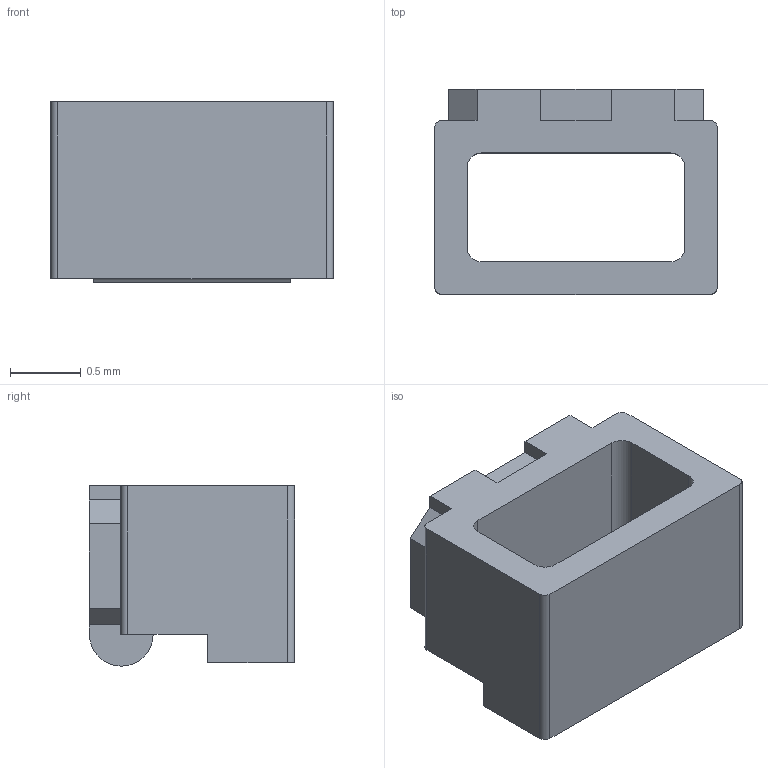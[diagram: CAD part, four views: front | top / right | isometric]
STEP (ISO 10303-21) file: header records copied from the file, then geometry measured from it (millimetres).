
FILE_DESCRIPTION (( 'STEP AP214' ), '1' );
FILE_NAME ('TE RCT-0C.STEP', '2016-04-20T20:25:42', ( '' ), ( '' ), 'SwSTEP 2.0', 'SolidWorks 2015', '' );
FILE_SCHEMA (( 'AUTOMOTIVE_DESIGN' ));
Length unit declared in the file: millimetre
Products named in the file (1): TE RCT-0C
Bounding box: 2 x 1.45 x 1.27 mm (x, y, z)
Volume: 2 mm3; surface area: 16.8 mm2
Topology: 1 solids, 1 shells, 40 faces, 115 edges, 76 vertices
Faces by surface type: plane 30, cylinder 10
Entity records: 1341 total; most frequent: CARTESIAN_POINT 232, ORIENTED_EDGE 230, DIRECTION 217, EDGE_CURVE 115, VECTOR 95, LINE 95, VERTEX_POINT 76, AXIS2_PLACEMENT_3D 61
